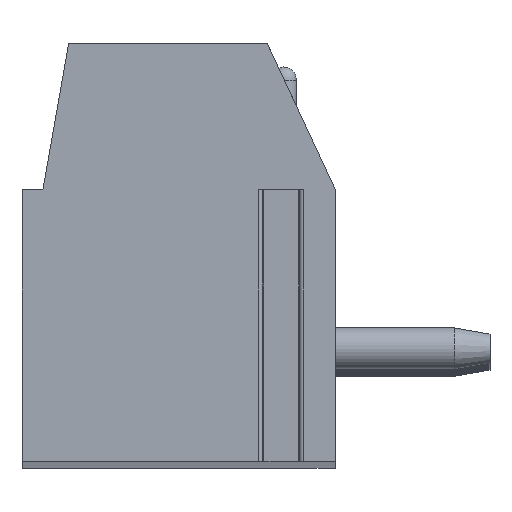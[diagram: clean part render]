
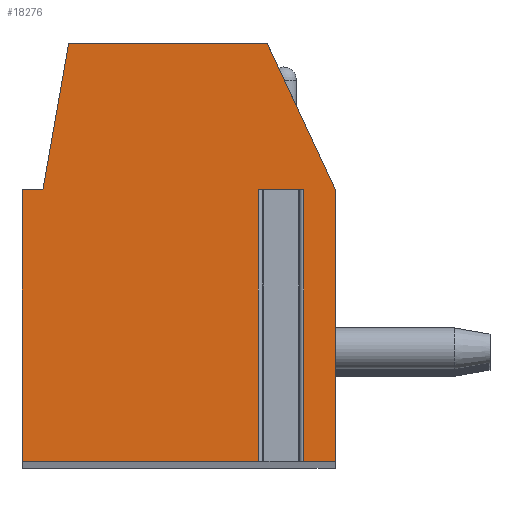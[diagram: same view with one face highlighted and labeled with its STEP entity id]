
A CAD part, top view. The second image highlights one B-rep face of the part: STEP entity #18276.
In plain terms, the highlighted planar face has unit normal (0, 0, 1).
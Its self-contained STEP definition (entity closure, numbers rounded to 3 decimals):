
#13=DIRECTION('',(-1.,0.,0.));
#14=VECTOR('',#13,1.097);
#15=CARTESIAN_POINT('',(2.998,1.5,93.98));
#16=LINE('',#15,#14);
#17=DIRECTION('',(0.,-1.,0.));
#18=VECTOR('',#17,6.5);
#19=CARTESIAN_POINT('',(1.902,1.5,93.98));
#20=LINE('',#19,#18);
#21=DIRECTION('',(1.,0.,0.));
#22=VECTOR('',#21,5.652);
#23=CARTESIAN_POINT('',(-3.75,-5.,93.98));
#24=LINE('',#23,#22);
#25=DIRECTION('',(0.,-1.,0.));
#26=VECTOR('',#25,6.5);
#27=CARTESIAN_POINT('',(-3.75,1.5,93.98));
#28=LINE('',#27,#26);
#29=DIRECTION('',(-1.,0.,0.));
#30=VECTOR('',#29,0.5);
#31=CARTESIAN_POINT('',(-3.25,1.5,93.98));
#32=LINE('',#31,#30);
#33=DIRECTION('',(-0.174,-0.985,0.));
#34=VECTOR('',#33,3.554);
#35=CARTESIAN_POINT('',(-2.633,5.,93.98));
#36=LINE('',#35,#34);
#37=DIRECTION('',(-1.,0.,0.));
#38=VECTOR('',#37,4.751);
#39=CARTESIAN_POINT('',(2.118,5.,93.98));
#40=LINE('',#39,#38);
#41=DIRECTION('',(-0.423,0.906,0.));
#42=VECTOR('',#41,3.862);
#43=CARTESIAN_POINT('',(3.75,1.5,93.98));
#44=LINE('',#43,#42);
#45=DIRECTION('',(0.,1.,0.));
#46=VECTOR('',#45,6.5);
#47=CARTESIAN_POINT('',(3.75,-5.,93.98));
#48=LINE('',#47,#46);
#49=DIRECTION('',(1.,0.,0.));
#50=VECTOR('',#49,0.752);
#51=CARTESIAN_POINT('',(2.998,-5.,93.98));
#52=LINE('',#51,#50);
#53=DIRECTION('',(0.,-1.,0.));
#54=VECTOR('',#53,6.5);
#55=CARTESIAN_POINT('',(2.998,1.5,93.98));
#56=LINE('',#55,#54);
#14501=CARTESIAN_POINT('',(-2.633,5.,93.98));
#14502=CARTESIAN_POINT('',(-3.25,1.5,93.98));
#14503=VERTEX_POINT('',#14501);
#14504=VERTEX_POINT('',#14502);
#14505=CARTESIAN_POINT('',(-3.75,1.5,93.98));
#14506=VERTEX_POINT('',#14505);
#14507=CARTESIAN_POINT('',(-3.75,-5.,93.98));
#14508=VERTEX_POINT('',#14507);
#14509=CARTESIAN_POINT('',(3.75,-5.,93.98));
#14510=CARTESIAN_POINT('',(3.75,1.5,93.98));
#14511=VERTEX_POINT('',#14509);
#14512=VERTEX_POINT('',#14510);
#14513=CARTESIAN_POINT('',(2.118,5.,93.98));
#14514=VERTEX_POINT('',#14513);
#14573=CARTESIAN_POINT('',(2.998,1.5,93.98));
#14574=CARTESIAN_POINT('',(1.902,1.5,93.98));
#14575=VERTEX_POINT('',#14573);
#14576=VERTEX_POINT('',#14574);
#14577=CARTESIAN_POINT('',(1.902,-5.,93.98));
#14578=VERTEX_POINT('',#14577);
#14579=CARTESIAN_POINT('',(2.998,-5.,93.98));
#14580=VERTEX_POINT('',#14579);
#18247=CARTESIAN_POINT('',(0.,0.,93.98));
#18248=DIRECTION('',(0.,0.,1.));
#18249=DIRECTION('',(1.,0.,0.));
#18250=AXIS2_PLACEMENT_3D('',#18247,#18248,#18249);
#18251=PLANE('',#18250);
#18253=ORIENTED_EDGE('',*,*,#18252,.T.);
#18255=ORIENTED_EDGE('',*,*,#18254,.T.);
#18257=ORIENTED_EDGE('',*,*,#18256,.F.);
#18259=ORIENTED_EDGE('',*,*,#18258,.F.);
#18261=ORIENTED_EDGE('',*,*,#18260,.F.);
#18263=ORIENTED_EDGE('',*,*,#18262,.F.);
#18265=ORIENTED_EDGE('',*,*,#18264,.F.);
#18267=ORIENTED_EDGE('',*,*,#18266,.F.);
#18269=ORIENTED_EDGE('',*,*,#18268,.F.);
#18271=ORIENTED_EDGE('',*,*,#18270,.F.);
#18273=ORIENTED_EDGE('',*,*,#18272,.F.);
#18274=EDGE_LOOP('',(#18253,#18255,#18257,#18259,#18261,#18263,#18265,#18267,
#18269,#18271,#18273));
#18275=FACE_OUTER_BOUND('',#18274,.F.);
#18252=EDGE_CURVE('',#14575,#14576,#16,.T.);
#18254=EDGE_CURVE('',#14576,#14578,#20,.T.);
#18256=EDGE_CURVE('',#14508,#14578,#24,.T.);
#18258=EDGE_CURVE('',#14506,#14508,#28,.T.);
#18260=EDGE_CURVE('',#14504,#14506,#32,.T.);
#18262=EDGE_CURVE('',#14503,#14504,#36,.T.);
#18264=EDGE_CURVE('',#14514,#14503,#40,.T.);
#18266=EDGE_CURVE('',#14512,#14514,#44,.T.);
#18268=EDGE_CURVE('',#14511,#14512,#48,.T.);
#18270=EDGE_CURVE('',#14580,#14511,#52,.T.);
#18272=EDGE_CURVE('',#14575,#14580,#56,.T.);
#18276=ADVANCED_FACE('',(#18275),#18251,.T.);
